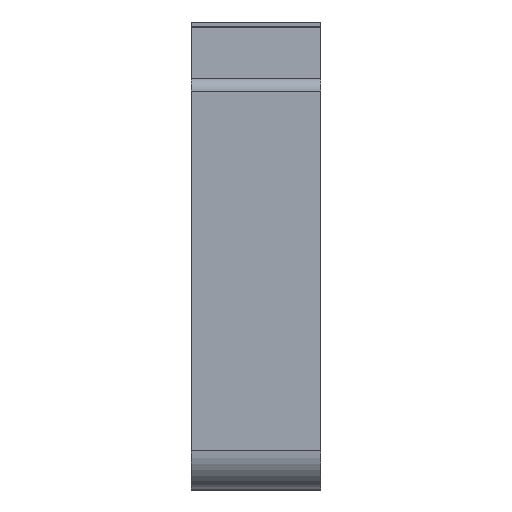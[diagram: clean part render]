
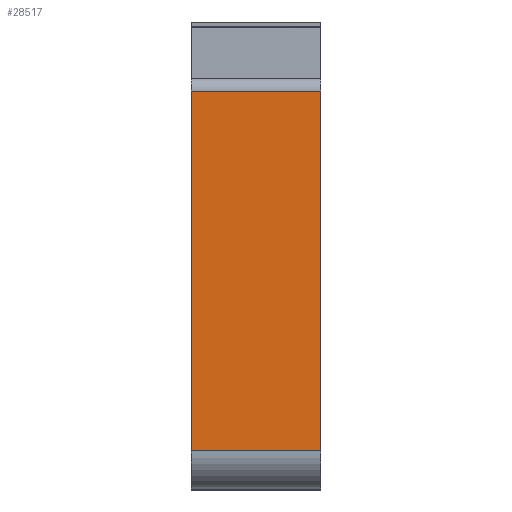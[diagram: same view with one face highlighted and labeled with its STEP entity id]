
A CAD part, left-side view. The second image highlights one B-rep face of the part: STEP entity #28517.
In plain terms, the highlighted planar face has unit normal (-1, 0, 0).
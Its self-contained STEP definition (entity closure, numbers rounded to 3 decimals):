
#581 = DIRECTION ( 'NONE',  ( 0., 0., -1. ) ) ;
#1181 = CARTESIAN_POINT ( 'NONE',  ( -37.7, 5., 27.273 ) ) ;
#1562 = CARTESIAN_POINT ( 'NONE',  ( -37.7, 4.95, 13.43 ) ) ;
#1785 = CARTESIAN_POINT ( 'NONE',  ( -37.7, 5., 13.43 ) ) ;
#1810 = ORIENTED_EDGE ( 'NONE', *, *, #27744, .T. ) ;
#2307 = EDGE_CURVE ( 'NONE', #5016, #15160, #28171, .T. ) ;
#3476 = LINE ( 'NONE', #17461, #34704 ) ;
#4244 = DIRECTION ( 'NONE',  ( 0., 0., -1. ) ) ;
#5010 = VECTOR ( 'NONE', #4244, 1000. ) ;
#5016 = VERTEX_POINT ( 'NONE', #29344 ) ;
#6770 = AXIS2_PLACEMENT_3D ( 'NONE', #7130, #29033, #34636 ) ;
#7130 = CARTESIAN_POINT ( 'NONE',  ( -37.7, 4.95, 27.273 ) ) ;
#8064 = VERTEX_POINT ( 'NONE', #19737 ) ;
#8881 = CARTESIAN_POINT ( 'NONE',  ( -37.7, 0., 13.43 ) ) ;
#9934 = DIRECTION ( 'NONE',  ( 0., -1., 0. ) ) ;
#10517 = EDGE_CURVE ( 'NONE', #5016, #8064, #15587, .T. ) ;
#11629 = EDGE_CURVE ( 'NONE', #8064, #14577, #3476, .T. ) ;
#13814 = ORIENTED_EDGE ( 'NONE', *, *, #2307, .T. ) ;
#14577 = VERTEX_POINT ( 'NONE', #8881 ) ;
#15069 = CARTESIAN_POINT ( 'NONE',  ( -37.7, 4.95, 27.273 ) ) ;
#15098 = LINE ( 'NONE', #1562, #29994 ) ;
#15160 = VERTEX_POINT ( 'NONE', #1785 ) ;
#15587 = LINE ( 'NONE', #15069, #19943 ) ;
#17461 = CARTESIAN_POINT ( 'NONE',  ( -37.7, 0., 27.273 ) ) ;
#18594 = EDGE_LOOP ( 'NONE', ( #35498, #34091, #13814, #1810 ) ) ;
#19737 = CARTESIAN_POINT ( 'NONE',  ( -37.7, 0., 27.273 ) ) ;
#19943 = VECTOR ( 'NONE', #26536, 1000. ) ;
#26128 = PLANE ( 'NONE',  #6770 ) ;
#26536 = DIRECTION ( 'NONE',  ( 0., -1., 0. ) ) ;
#27744 = EDGE_CURVE ( 'NONE', #15160, #14577, #15098, .T. ) ;
#28171 = LINE ( 'NONE', #1181, #5010 ) ;
#28517 = ADVANCED_FACE ( 'NONE', ( #31393 ), #26128, .T. ) ;
#29033 = DIRECTION ( 'NONE',  ( -1., 0., 0. ) ) ;
#29344 = CARTESIAN_POINT ( 'NONE',  ( -37.7, 5., 27.273 ) ) ;
#29994 = VECTOR ( 'NONE', #9934, 1000. ) ;
#31393 = FACE_OUTER_BOUND ( 'NONE', #18594, .T. ) ;
#34091 = ORIENTED_EDGE ( 'NONE', *, *, #10517, .F. ) ;
#34636 = DIRECTION ( 'NONE',  ( 0., 0., 1. ) ) ;
#34704 = VECTOR ( 'NONE', #581, 1000. ) ;
#35498 = ORIENTED_EDGE ( 'NONE', *, *, #11629, .F. ) ;
